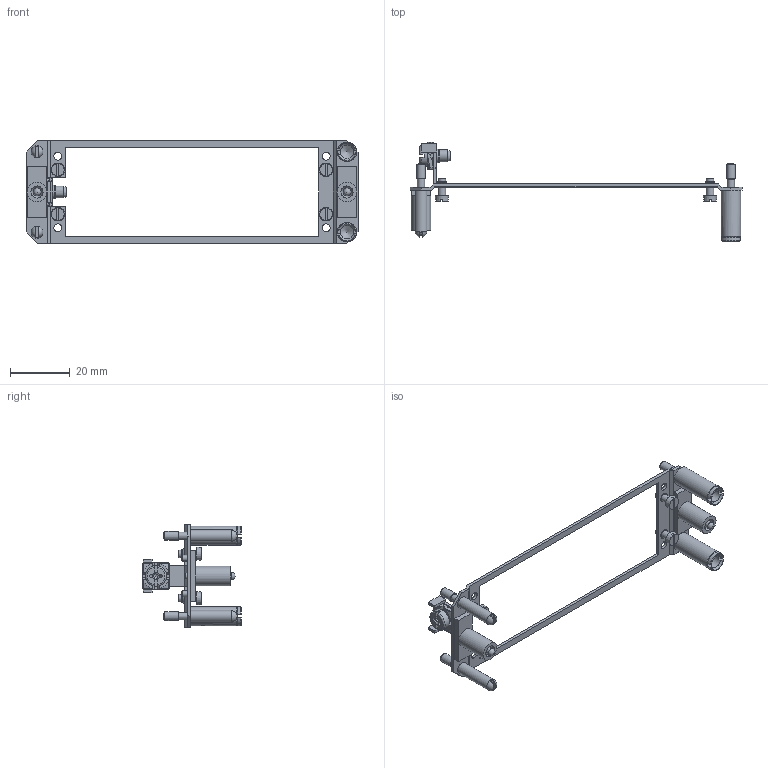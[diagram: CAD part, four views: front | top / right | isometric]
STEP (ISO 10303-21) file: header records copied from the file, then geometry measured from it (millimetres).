
FILE_DESCRIPTION(/* description */ (''),/* implementation_level */ '2;1');
FILE_NAME(/* name */ '100123848ugm000_b.stp',/* time_stamp */ '2016-09-26T14:54:39+02:00',/* author */ (''),/* organization */ (''),/* preprocessor_version */ 'ST-DEVELOPER v16',/* originating_system */ 'SIEMENS PLM Software NX 10.0',/* authorisation */ '');
FILE_SCHEMA (('AUTOMOTIVE_DESIGN { 1 0 10303 214 3 1 1 1 }'));
Length unit declared in the file: millimetre
Products named in the file (1): 100123848ugm000_b
Bounding box: 111.4 x 33.2 x 34.52 mm (x, y, z)
Volume: 3923.8 mm3; surface area: 7467.8 mm2
Topology: 1 solids, 1 shells, 370 faces, 918 edges, 587 vertices
Faces by surface type: plane 203, cylinder 82, cone 56, bspline 25, sphere 4
Full cylindrical faces by diameter (mm): 1.5 x2, 1.98 x4, 2 x2, 2.08 x6, 2.4 x4, 2.5 x10, 2.65 x4, 2.85 x2, 3 x8, 3.1 x4, 3.5 x1, 3.7 x1, 4 x4, 4.46 x1, 4.5 x4, 4.95 x2, 6.5 x2, 6.55 x2, 7 x1
Entity records: 11334 total; most frequent: CARTESIAN_POINT 3065, DIRECTION 1664, ORIENTED_EDGE 1612, EDGE_CURVE 806, AXIS2_PLACEMENT_3D 660, VERTEX_POINT 587, EDGE_LOOP 536, ADVANCED_FACE 370
